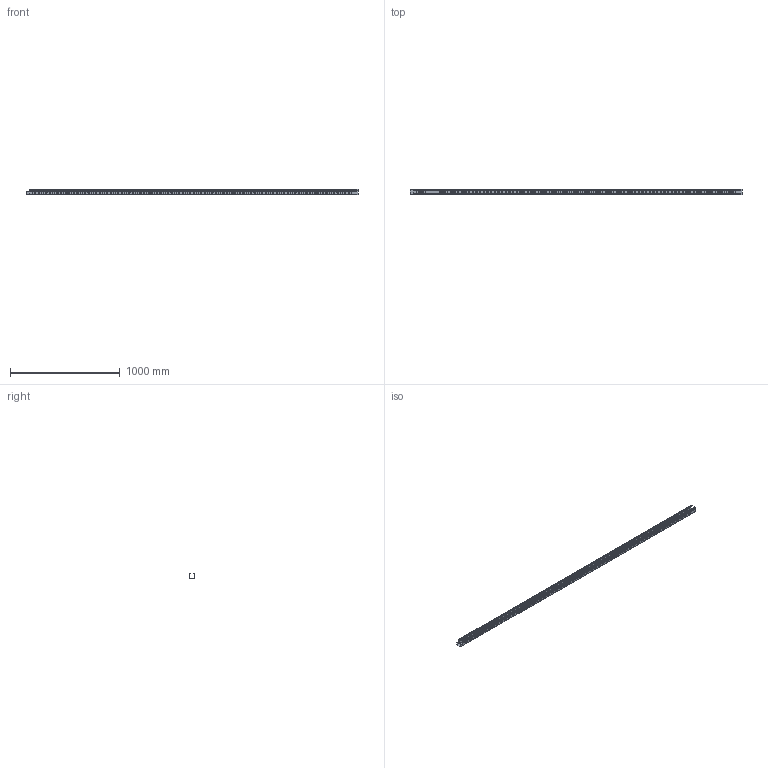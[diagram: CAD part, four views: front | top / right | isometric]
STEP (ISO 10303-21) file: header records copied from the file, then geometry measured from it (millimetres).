
FILE_DESCRIPTION(/* description */ (''),/* implementation_level */ '2;1');
FILE_NAME(/* name */ '480052.stp',/* time_stamp */ '2023-12-19T13:42:53+01:00',/* author */ ('bonnaudn'),/* organization */ (''),/* preprocessor_version */ 'ST-DEVELOPER v19.2',/* originating_system */ 'AutoCAD Mechanical',/* authorisation */ '');
FILE_SCHEMA (('AUTOMOTIVE_DESIGN { 1 0 10303 214 3 1 1 }'));
Length unit declared in the file: millimetre
Products named in the file (1): Product
Bounding box: 3030 x 50.4 x 50.2 mm (x, y, z)
Volume: 320229.8 mm3; surface area: 1170586.9 mm2
Topology: 1 solids, 520 shells, 625 faces, 2219 edges, 2115 vertices
Faces by surface type: plane 567, cylinder 46, torus 8, cone 4
Entity records: 25527 total; most frequent: CARTESIAN_POINT 4960, DIRECTION 4562, ORIENTED_EDGE 2499, EDGE_CURVE 2219, VERTEX_POINT 2115, AXIS2_PLACEMENT_3D 1717, LINE 1128, VECTOR 1128
